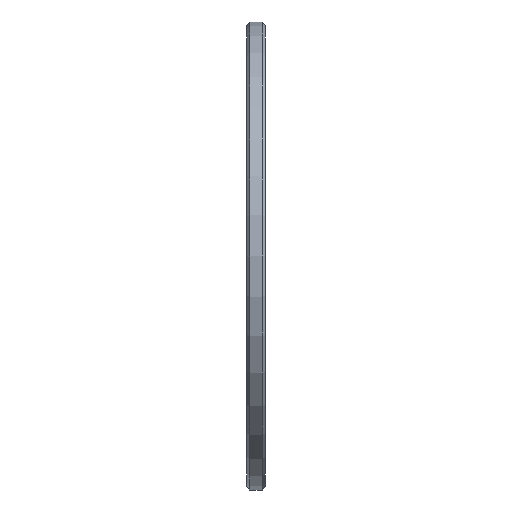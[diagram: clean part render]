
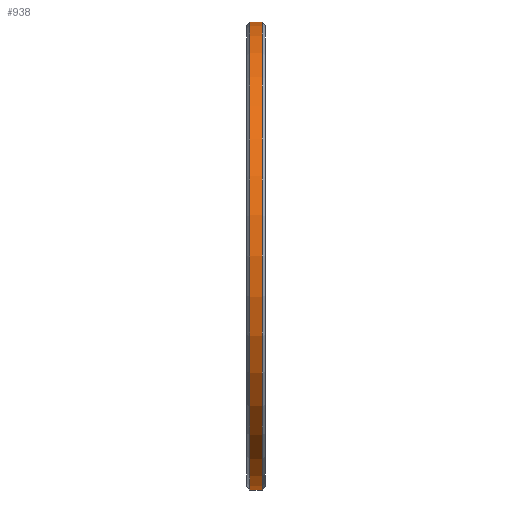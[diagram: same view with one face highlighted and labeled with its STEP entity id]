
A CAD part, left-side view. The second image highlights one B-rep face of the part: STEP entity #938.
In plain terms, the highlighted cylindrical face has radius 37.5 mm (diameter 75 mm), a partial arc.
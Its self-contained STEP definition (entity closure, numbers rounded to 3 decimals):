
#291 = VERTEX_POINT ( 'NONE', #1468 ) ;
#392 = LINE ( 'NONE', #927, #808 ) ;
#453 = CYLINDRICAL_SURFACE ( 'NONE', #851, 37.5 ) ;
#526 = AXIS2_PLACEMENT_3D ( 'NONE', #2898, #2657, #1499 ) ;
#582 = ORIENTED_EDGE ( 'NONE', *, *, #3004, .T. ) ;
#613 = DIRECTION ( 'NONE',  ( 0., 0., 1. ) ) ;
#654 = CARTESIAN_POINT ( 'NONE',  ( 0., 0.5, 37.5 ) ) ;
#660 = CIRCLE ( 'NONE', #1475, 37.5 ) ;
#785 = CARTESIAN_POINT ( 'NONE',  ( 0., 2.5, 37.5 ) ) ;
#808 = VECTOR ( 'NONE', #2332, 1000. ) ;
#812 = EDGE_CURVE ( 'NONE', #1220, #2117, #660, .T. ) ;
#818 = CARTESIAN_POINT ( 'NONE',  ( 0., 0.5, 0. ) ) ;
#851 = AXIS2_PLACEMENT_3D ( 'NONE', #2594, #1443, #1853 ) ;
#927 = CARTESIAN_POINT ( 'NONE',  ( 0., 3., 37.5 ) ) ;
#938 = ADVANCED_FACE ( 'NONE', ( #3133 ), #453, .T. ) ;
#1166 = EDGE_CURVE ( 'NONE', #2529, #2117, #392, .T. ) ;
#1220 = VERTEX_POINT ( 'NONE', #2208 ) ;
#1355 = VECTOR ( 'NONE', #1848, 1000. ) ;
#1443 = DIRECTION ( 'NONE',  ( 0., -1., 0. ) ) ;
#1468 = CARTESIAN_POINT ( 'NONE',  ( 0., 2.5, -37.5 ) ) ;
#1475 = AXIS2_PLACEMENT_3D ( 'NONE', #818, #2531, #613 ) ;
#1490 = CIRCLE ( 'NONE', #526, 37.5 ) ;
#1499 = DIRECTION ( 'NONE',  ( 0., 0., 1. ) ) ;
#1606 = CARTESIAN_POINT ( 'NONE',  ( 0., 3., -37.5 ) ) ;
#1640 = ORIENTED_EDGE ( 'NONE', *, *, #812, .T. ) ;
#1848 = DIRECTION ( 'NONE',  ( 0., -1., 0. ) ) ;
#1853 = DIRECTION ( 'NONE',  ( 0., 0., -1. ) ) ;
#2117 = VERTEX_POINT ( 'NONE', #654 ) ;
#2199 = ORIENTED_EDGE ( 'NONE', *, *, #2207, .T. ) ;
#2207 = EDGE_CURVE ( 'NONE', #291, #1220, #3049, .T. ) ;
#2208 = CARTESIAN_POINT ( 'NONE',  ( 0., 0.5, -37.5 ) ) ;
#2332 = DIRECTION ( 'NONE',  ( 0., -1., 0. ) ) ;
#2529 = VERTEX_POINT ( 'NONE', #785 ) ;
#2531 = DIRECTION ( 'NONE',  ( 0., 1., 0. ) ) ;
#2594 = CARTESIAN_POINT ( 'NONE',  ( 0., 3., 0. ) ) ;
#2657 = DIRECTION ( 'NONE',  ( 0., -1., 0. ) ) ;
#2783 = EDGE_LOOP ( 'NONE', ( #2907, #582, #2199, #1640 ) ) ;
#2898 = CARTESIAN_POINT ( 'NONE',  ( 0., 2.5, 0. ) ) ;
#2907 = ORIENTED_EDGE ( 'NONE', *, *, #1166, .F. ) ;
#3004 = EDGE_CURVE ( 'NONE', #2529, #291, #1490, .T. ) ;
#3049 = LINE ( 'NONE', #1606, #1355 ) ;
#3133 = FACE_OUTER_BOUND ( 'NONE', #2783, .T. ) ;
